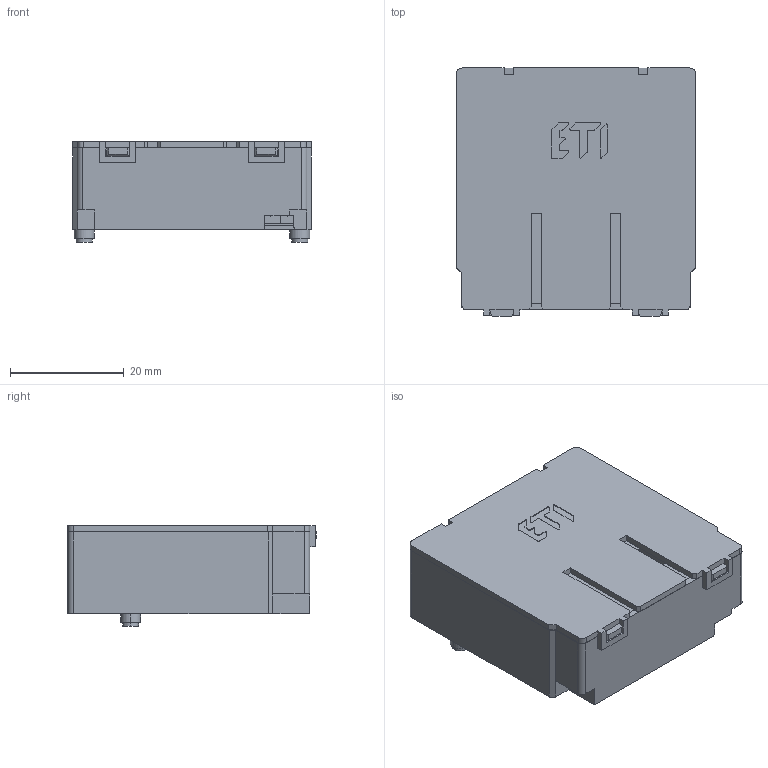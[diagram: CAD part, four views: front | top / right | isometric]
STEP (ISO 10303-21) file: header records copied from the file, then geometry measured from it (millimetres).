
FILE_DESCRIPTION((''),'2;1');
FILE_NAME('AU220_0046001X0_ASM','2021-07-28T',('marketing.praksa'),('Audax d.o.o.'),'CREO PARAMETRIC BY PTC INC, 2017480','CREO PARAMETRIC BY PTC INC, 2017480','');
FILE_SCHEMA(('AUTOMOTIVE_DESIGN { 1 0 10303 214 1 1 1 1 }'));
Length unit declared in the file: millimetre
Products named in the file (4): 37422161_20; 37422162_12; PRT9541; AU220_0046001X0_ASM
Assembly tree (3 placements, depth 2):
  AU220_0046001X0_ASM
    37422161_20
    37422162_12
    PRT9541
Bounding box: 42 x 43.6 x 17.7 mm (x, y, z)
Volume: 6824.4 mm3; surface area: 13031.2 mm2
Topology: 5 solids, 5 shells, 398 faces, 1109 edges, 732 vertices
Faces by surface type: plane 297, cylinder 91, cone 8, bspline 2
Entity records: 19238 total; most frequent: CARTESIAN_POINT 2310, ORIENTED_EDGE 2218, DIRECTION 2127, PRESENTATION_STYLE_ASSIGNMENT 1512, STYLED_ITEM 1512, CURVE_STYLE 1109, EDGE_CURVE 1109, VECTOR 897
